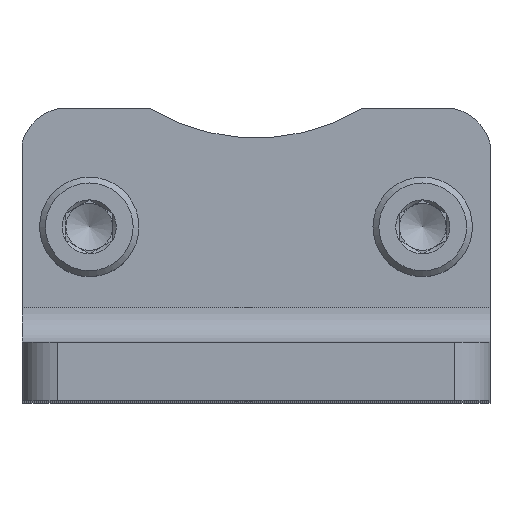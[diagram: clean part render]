
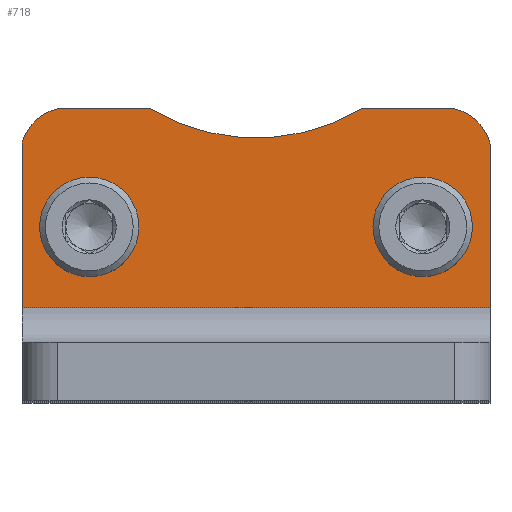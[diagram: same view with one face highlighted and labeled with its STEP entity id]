
A CAD part, top view. The second image highlights one B-rep face of the part: STEP entity #718.
In plain terms, the highlighted face is planar.
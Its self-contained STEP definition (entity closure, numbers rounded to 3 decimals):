
#82=LINE('',#1154,#128);
#83=LINE('',#1159,#129);
#84=LINE('',#1163,#130);
#85=LINE('',#1167,#131);
#86=LINE('',#1169,#132);
#128=VECTOR('',#912,1000.);
#129=VECTOR('',#915,1000.);
#130=VECTOR('',#918,1000.);
#131=VECTOR('',#921,1000.);
#132=VECTOR('',#922,1000.);
#179=ORIENTED_EDGE('',*,*,#367,.F.);
#180=ORIENTED_EDGE('',*,*,#368,.F.);
#181=ORIENTED_EDGE('',*,*,#369,.T.);
#182=ORIENTED_EDGE('',*,*,#370,.T.);
#183=ORIENTED_EDGE('',*,*,#371,.F.);
#184=ORIENTED_EDGE('',*,*,#372,.F.);
#185=ORIENTED_EDGE('',*,*,#373,.F.);
#186=ORIENTED_EDGE('',*,*,#374,.T.);
#187=ORIENTED_EDGE('',*,*,#375,.F.);
#188=ORIENTED_EDGE('',*,*,#376,.T.);
#367=EDGE_CURVE('',#461,#461,#519,.F.);
#368=EDGE_CURVE('',#462,#462,#520,.F.);
#369=EDGE_CURVE('',#463,#464,#82,.T.);
#370=EDGE_CURVE('',#464,#465,#521,.F.);
#371=EDGE_CURVE('',#466,#465,#83,.T.);
#372=EDGE_CURVE('',#467,#466,#522,.F.);
#373=EDGE_CURVE('',#468,#467,#84,.T.);
#374=EDGE_CURVE('',#468,#469,#523,.F.);
#375=EDGE_CURVE('',#470,#469,#85,.T.);
#376=EDGE_CURVE('',#470,#463,#86,.T.);
#461=VERTEX_POINT('',#1151);
#462=VERTEX_POINT('',#1153);
#463=VERTEX_POINT('',#1155);
#464=VERTEX_POINT('',#1156);
#465=VERTEX_POINT('',#1158);
#466=VERTEX_POINT('',#1160);
#467=VERTEX_POINT('',#1162);
#468=VERTEX_POINT('',#1164);
#469=VERTEX_POINT('',#1166);
#470=VERTEX_POINT('',#1168);
#519=CIRCLE('',#798,2.75);
#520=CIRCLE('',#799,2.75);
#521=CIRCLE('',#800,4.);
#522=CIRCLE('',#801,17.5);
#523=CIRCLE('',#802,4.);
#559=EDGE_LOOP('',(#179));
#560=EDGE_LOOP('',(#180));
#561=EDGE_LOOP('',(#181,#182,#183,#184,#185,#186,#187,#188));
#627=FACE_BOUND('',#559,.T.);
#628=FACE_BOUND('',#560,.T.);
#629=FACE_BOUND('',#561,.T.);
#694=PLANE('',#797);
#718=ADVANCED_FACE('',(#627,#628,#629),#694,.F.);
#797=AXIS2_PLACEMENT_3D('',#1149,#906,#907);
#798=AXIS2_PLACEMENT_3D('',#1150,#908,#909);
#799=AXIS2_PLACEMENT_3D('',#1152,#910,#911);
#800=AXIS2_PLACEMENT_3D('',#1157,#913,#914);
#801=AXIS2_PLACEMENT_3D('',#1161,#916,#917);
#802=AXIS2_PLACEMENT_3D('',#1165,#919,#920);
#906=DIRECTION('',(0.,0.,1.));
#907=DIRECTION('',(1.,0.,0.));
#908=DIRECTION('',(0.,0.,1.));
#909=DIRECTION('',(1.,0.,0.));
#910=DIRECTION('',(0.,0.,1.));
#911=DIRECTION('',(1.,0.,0.));
#912=DIRECTION('',(0.,1.,0.));
#913=DIRECTION('',(0.,0.,1.));
#914=DIRECTION('',(1.,0.,0.));
#915=DIRECTION('',(-1.,0.,0.));
#916=DIRECTION('',(0.,0.,1.));
#917=DIRECTION('',(1.,0.,0.));
#918=DIRECTION('',(-1.,0.,0.));
#919=DIRECTION('',(0.,0.,1.));
#920=DIRECTION('',(1.,0.,0.));
#921=DIRECTION('',(0.,1.,0.));
#922=DIRECTION('',(-1.,0.,0.));
#1149=CARTESIAN_POINT('',(20.,8.,23.));
#1150=CARTESIAN_POINT('',(-14.25,14.9,23.));
#1151=CARTESIAN_POINT('',(-11.5,14.9,23.));
#1152=CARTESIAN_POINT('',(14.25,14.9,23.));
#1153=CARTESIAN_POINT('',(17.,14.9,23.));
#1154=CARTESIAN_POINT('',(-20.,8.,23.));
#1155=CARTESIAN_POINT('',(-20.,8.,23.));
#1156=CARTESIAN_POINT('',(-20.,21.989,23.));
#1157=CARTESIAN_POINT('',(-16.1,21.1,23.));
#1158=CARTESIAN_POINT('',(-16.989,25.,23.));
#1159=CARTESIAN_POINT('',(20.,25.,23.));
#1160=CARTESIAN_POINT('',(-9.014,25.,23.));
#1161=CARTESIAN_POINT('',(0.,40.,23.));
#1162=CARTESIAN_POINT('',(9.014,25.,23.));
#1163=CARTESIAN_POINT('',(20.,25.,23.));
#1164=CARTESIAN_POINT('',(16.989,25.,23.));
#1165=CARTESIAN_POINT('',(16.1,21.1,23.));
#1166=CARTESIAN_POINT('',(20.,21.989,23.));
#1167=CARTESIAN_POINT('',(20.,8.,23.));
#1168=CARTESIAN_POINT('',(20.,8.,23.));
#1169=CARTESIAN_POINT('',(20.,8.,23.));
